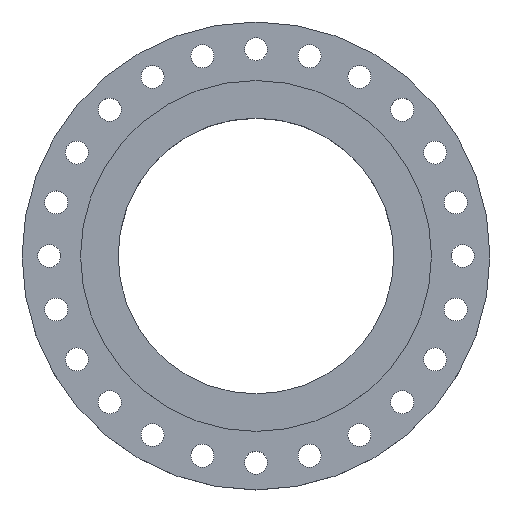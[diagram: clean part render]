
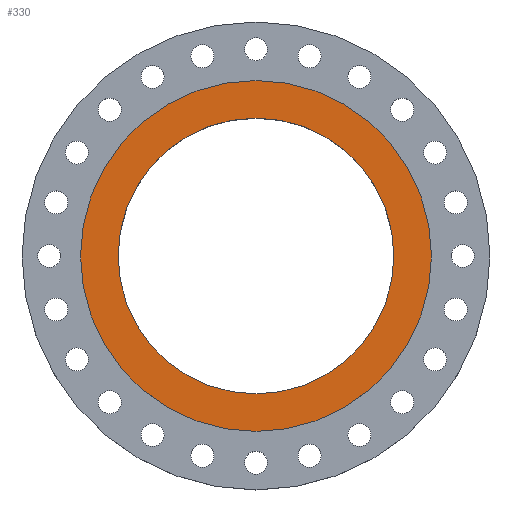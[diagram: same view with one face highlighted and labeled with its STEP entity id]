
A CAD part, top view. The second image highlights one B-rep face of the part: STEP entity #330.
In plain terms, the highlighted planar face has unit normal (0, 0, 1).
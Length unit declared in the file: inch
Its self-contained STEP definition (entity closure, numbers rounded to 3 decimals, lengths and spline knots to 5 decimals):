
#62 = AXIS2_PLACEMENT_3D ( 'NONE', #1837, #414, #279 ) ;
#89 = PLANE ( 'NONE',  #62 ) ;
#279 = DIRECTION ( 'NONE',  ( -1., 0., 0. ) ) ;
#330 = ADVANCED_FACE ( 'NONE', ( #1480, #1118 ), #89, .F. ) ;
#331 = CIRCLE ( 'NONE', #433, 8.25 ) ;
#370 = ORIENTED_EDGE ( 'NONE', *, *, #1947, .T. ) ;
#393 = CARTESIAN_POINT ( 'NONE',  ( 10.5, 0., 0. ) ) ;
#414 = DIRECTION ( 'NONE',  ( 0., 0., -1. ) ) ;
#433 = AXIS2_PLACEMENT_3D ( 'NONE', #1372, #665, #2108 ) ;
#603 = DIRECTION ( 'NONE',  ( 0., 0., 1. ) ) ;
#604 = EDGE_CURVE ( 'NONE', #1114, #1419, #331, .T. ) ;
#665 = DIRECTION ( 'NONE',  ( 0., 0., 1. ) ) ;
#677 = AXIS2_PLACEMENT_3D ( 'NONE', #1465, #603, #1313 ) ;
#710 = CARTESIAN_POINT ( 'NONE',  ( 0., 0., 0. ) ) ;
#743 = CIRCLE ( 'NONE', #677, 8.25 ) ;
#788 = EDGE_CURVE ( 'NONE', #1880, #1229, #2293, .T. ) ;
#858 = CIRCLE ( 'NONE', #2078, 10.5 ) ;
#869 = CARTESIAN_POINT ( 'NONE',  ( -8.25, 0., 0. ) ) ;
#935 = EDGE_CURVE ( 'NONE', #1419, #1114, #743, .T. ) ;
#943 = DIRECTION ( 'NONE',  ( 0., 0., 1. ) ) ;
#995 = ORIENTED_EDGE ( 'NONE', *, *, #604, .F. ) ;
#1114 = VERTEX_POINT ( 'NONE', #1604 ) ;
#1118 = FACE_OUTER_BOUND ( 'NONE', #2122, .T. ) ;
#1229 = VERTEX_POINT ( 'NONE', #393 ) ;
#1313 = DIRECTION ( 'NONE',  ( 1., 0., 0. ) ) ;
#1372 = CARTESIAN_POINT ( 'NONE',  ( 0., 0., 0. ) ) ;
#1381 = AXIS2_PLACEMENT_3D ( 'NONE', #710, #2339, #2131 ) ;
#1419 = VERTEX_POINT ( 'NONE', #869 ) ;
#1465 = CARTESIAN_POINT ( 'NONE',  ( 0., 0., 0. ) ) ;
#1480 = FACE_BOUND ( 'NONE', #1910, .T. ) ;
#1503 = CARTESIAN_POINT ( 'NONE',  ( -10.5, 0., 0. ) ) ;
#1532 = ORIENTED_EDGE ( 'NONE', *, *, #788, .T. ) ;
#1604 = CARTESIAN_POINT ( 'NONE',  ( 8.25, 0., 0. ) ) ;
#1828 = ORIENTED_EDGE ( 'NONE', *, *, #935, .F. ) ;
#1837 = CARTESIAN_POINT ( 'NONE',  ( 0., 8.25, 0. ) ) ;
#1843 = DIRECTION ( 'NONE',  ( 1., 0., 0. ) ) ;
#1880 = VERTEX_POINT ( 'NONE', #1503 ) ;
#1910 = EDGE_LOOP ( 'NONE', ( #995, #1828 ) ) ;
#1947 = EDGE_CURVE ( 'NONE', #1229, #1880, #858, .T. ) ;
#2019 = CARTESIAN_POINT ( 'NONE',  ( 0., 0., 0. ) ) ;
#2078 = AXIS2_PLACEMENT_3D ( 'NONE', #2019, #943, #1843 ) ;
#2108 = DIRECTION ( 'NONE',  ( 1., 0., 0. ) ) ;
#2122 = EDGE_LOOP ( 'NONE', ( #370, #1532 ) ) ;
#2131 = DIRECTION ( 'NONE',  ( 1., 0., 0. ) ) ;
#2293 = CIRCLE ( 'NONE', #1381, 10.5 ) ;
#2339 = DIRECTION ( 'NONE',  ( 0., 0., 1. ) ) ;
